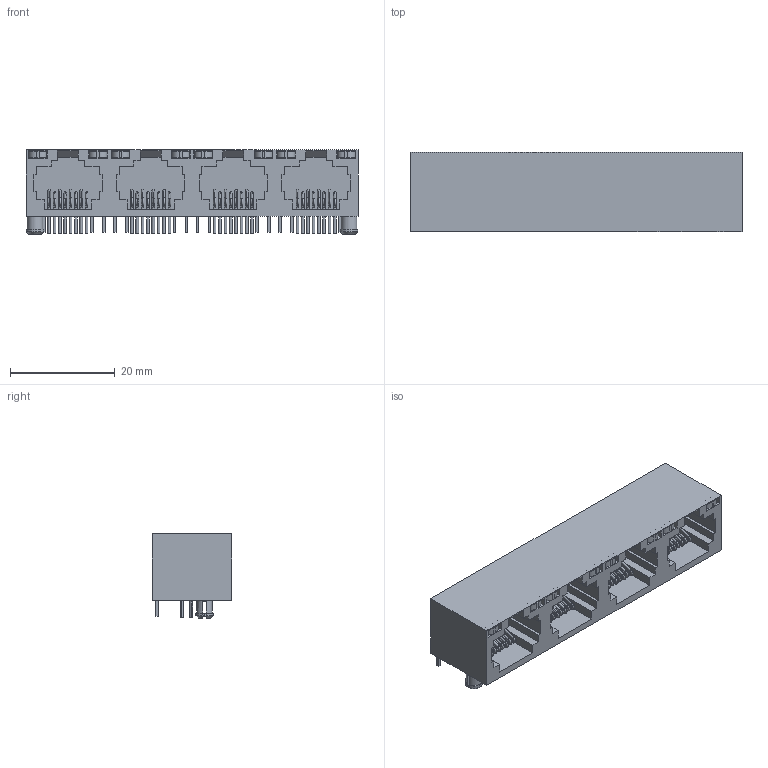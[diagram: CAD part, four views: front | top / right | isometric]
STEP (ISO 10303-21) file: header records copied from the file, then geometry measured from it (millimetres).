
FILE_DESCRIPTION (( 'STEP AP214' ), '1' );
FILE_NAME ('HC-RJ45-5JA-4-5.STEP', '2024-03-14T06:10:18', ( '' ), ( '' ), 'SwSTEP 2.0', 'SolidWorks 2022', '' );
FILE_SCHEMA (( 'AUTOMOTIVE_DESIGN' ));
Length unit declared in the file: millimetre
Products named in the file (1): HC-RJ45-5JA-4-5
Bounding box: 63.4 x 15.1 x 16.15 mm (x, y, z)
Volume: 6284.6 mm3; surface area: 8344.9 mm2
Topology: 49 solids, 49 shells, 738 faces, 1812 edges, 1196 vertices
Faces by surface type: plane 422, cylinder 248, bspline 64, cone 4
Entity records: 39664 total; most frequent: CARTESIAN_POINT 14483, ORIENTED_EDGE 3624, DIRECTION 3046, EDGE_CURVE 1812, VERTEX_POINT 1196, LINE 1128, VECTOR 1128, AXIS2_PLACEMENT_3D 959
